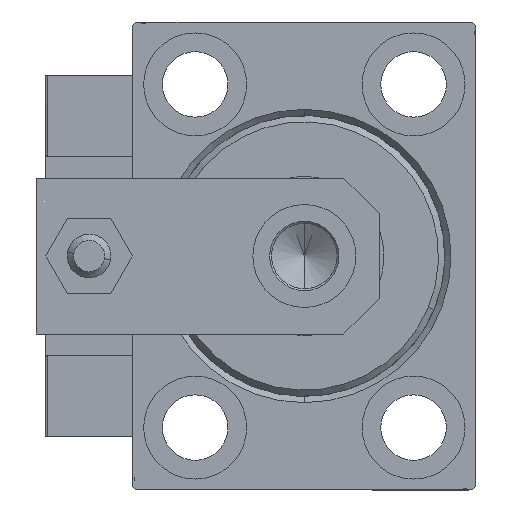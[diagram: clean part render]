
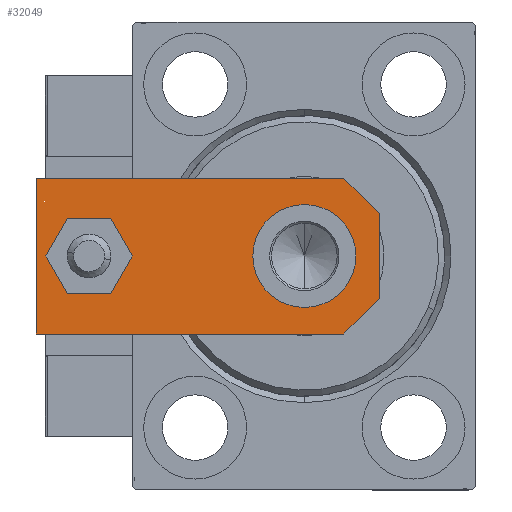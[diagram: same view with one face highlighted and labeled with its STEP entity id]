
A CAD part, left-side view. The second image highlights one B-rep face of the part: STEP entity #32049.
In plain terms, the highlighted face is planar.
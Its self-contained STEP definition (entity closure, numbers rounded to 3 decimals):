
#325 = CARTESIAN_POINT ( 'NONE',  ( 6.84, 0., 6. ) ) ;
#513 = CARTESIAN_POINT ( 'NONE',  ( 0., 0., 6. ) ) ;
#731 = CARTESIAN_POINT ( 'NONE',  ( 8.25, 12., 6. ) ) ;
#1311 = VECTOR ( 'NONE', #22433, 1000. ) ;
#1382 = ORIENTED_EDGE ( 'NONE', *, *, #11071, .T. ) ;
#1732 = LINE ( 'NONE', #17167, #38789 ) ;
#2174 = VERTEX_POINT ( 'NONE', #23135 ) ;
#2347 = EDGE_CURVE ( 'NONE', #36855, #15492, #19825, .T. ) ;
#3134 = EDGE_CURVE ( 'NONE', #46387, #6865, #35076, .T. ) ;
#3426 = VERTEX_POINT ( 'NONE', #41382 ) ;
#5219 = VERTEX_POINT ( 'NONE', #12227 ) ;
#6433 = CARTESIAN_POINT ( 'NONE',  ( 3.42, -3.42, 6. ) ) ;
#6865 = VERTEX_POINT ( 'NONE', #9748 ) ;
#6970 = LINE ( 'NONE', #11016, #1311 ) ;
#7662 = LINE ( 'NONE', #18828, #49187 ) ;
#7813 = EDGE_CURVE ( 'NONE', #15492, #3426, #6970, .T. ) ;
#9581 = CARTESIAN_POINT ( 'NONE',  ( 12.5, 0., 6. ) ) ;
#9748 = CARTESIAN_POINT ( 'NONE',  ( -8.25, 12., 6. ) ) ;
#10736 = DIRECTION ( 'NONE',  ( 0., 0., 1. ) ) ;
#11016 = CARTESIAN_POINT ( 'NONE',  ( -3.42, -3.42, 6. ) ) ;
#11071 = EDGE_CURVE ( 'NONE', #13871, #2174, #11233, .T. ) ;
#11233 = LINE ( 'NONE', #6433, #32927 ) ;
#11412 = PLANE ( 'NONE',  #35858 ) ;
#11625 = CARTESIAN_POINT ( 'NONE',  ( 4., 46.5, 6. ) ) ;
#12227 = CARTESIAN_POINT ( 'NONE',  ( 12.5, 55., 6. ) ) ;
#12401 = AXIS2_PLACEMENT_3D ( 'NONE', #30021, #10736, #18597 ) ;
#13366 = CIRCLE ( 'NONE', #14157, 8.25 ) ;
#13871 = VERTEX_POINT ( 'NONE', #325 ) ;
#14131 = ORIENTED_EDGE ( 'NONE', *, *, #2347, .T. ) ;
#14157 = AXIS2_PLACEMENT_3D ( 'NONE', #18315, #25943, #14519 ) ;
#14519 = DIRECTION ( 'NONE',  ( 1., 0., 0. ) ) ;
#14626 = AXIS2_PLACEMENT_3D ( 'NONE', #19220, #15901, #46620 ) ;
#15492 = VERTEX_POINT ( 'NONE', #40558 ) ;
#15642 = CARTESIAN_POINT ( 'NONE',  ( -12.5, 55., 6. ) ) ;
#15686 = LINE ( 'NONE', #9581, #38427 ) ;
#15901 = DIRECTION ( 'NONE',  ( 0., 0., 1. ) ) ;
#17167 = CARTESIAN_POINT ( 'NONE',  ( 12.5, 55., 6. ) ) ;
#18315 = CARTESIAN_POINT ( 'NONE',  ( 0., 12., 6. ) ) ;
#18597 = DIRECTION ( 'NONE',  ( 1., 0., 0. ) ) ;
#18750 = EDGE_CURVE ( 'NONE', #5219, #36855, #1732, .T. ) ;
#18828 = CARTESIAN_POINT ( 'NONE',  ( -12.5, 0., 6. ) ) ;
#19220 = CARTESIAN_POINT ( 'NONE',  ( 0., 46.5, 6. ) ) ;
#19825 = LINE ( 'NONE', #35308, #23703 ) ;
#20008 = CARTESIAN_POINT ( 'NONE',  ( -4., 46.5, 6. ) ) ;
#22394 = DIRECTION ( 'NONE',  ( 0.707, 0.707, 0. ) ) ;
#22413 = AXIS2_PLACEMENT_3D ( 'NONE', #43739, #39926, #31544 ) ;
#22433 = DIRECTION ( 'NONE',  ( 0.707, -0.707, 0. ) ) ;
#22704 = CIRCLE ( 'NONE', #14626, 4. ) ;
#23135 = CARTESIAN_POINT ( 'NONE',  ( 12.5, 5.66, 6. ) ) ;
#23703 = VECTOR ( 'NONE', #50039, 1000. ) ;
#23774 = EDGE_LOOP ( 'NONE', ( #43877, #33049 ) ) ;
#23829 = FACE_BOUND ( 'NONE', #23774, .T. ) ;
#25921 = EDGE_CURVE ( 'NONE', #42404, #28700, #22704, .T. ) ;
#25943 = DIRECTION ( 'NONE',  ( 0., 0., 1. ) ) ;
#27380 = FACE_OUTER_BOUND ( 'NONE', #49951, .T. ) ;
#28700 = VERTEX_POINT ( 'NONE', #20008 ) ;
#29752 = ORIENTED_EDGE ( 'NONE', *, *, #40701, .T. ) ;
#30021 = CARTESIAN_POINT ( 'NONE',  ( 0., 12., 6. ) ) ;
#31434 = FACE_BOUND ( 'NONE', #50183, .T. ) ;
#31460 = ORIENTED_EDGE ( 'NONE', *, *, #3134, .F. ) ;
#31544 = DIRECTION ( 'NONE',  ( 1., 0., 0. ) ) ;
#32049 = ADVANCED_FACE ( 'NONE', ( #23829, #27380, #31434 ), #11412, .T. ) ;
#32648 = DIRECTION ( 'NONE',  ( -1., 0., 0. ) ) ;
#32927 = VECTOR ( 'NONE', #22394, 1000. ) ;
#33049 = ORIENTED_EDGE ( 'NONE', *, *, #25921, .F. ) ;
#34062 = DIRECTION ( 'NONE',  ( 1., 0., 0. ) ) ;
#34961 = EDGE_CURVE ( 'NONE', #2174, #5219, #15686, .T. ) ;
#35076 = CIRCLE ( 'NONE', #12401, 8.25 ) ;
#35089 = ORIENTED_EDGE ( 'NONE', *, *, #7813, .T. ) ;
#35198 = EDGE_CURVE ( 'NONE', #6865, #46387, #13366, .T. ) ;
#35308 = CARTESIAN_POINT ( 'NONE',  ( -12.5, 55., 6. ) ) ;
#35858 = AXIS2_PLACEMENT_3D ( 'NONE', #513, #49978, #42869 ) ;
#36345 = ORIENTED_EDGE ( 'NONE', *, *, #35198, .F. ) ;
#36855 = VERTEX_POINT ( 'NONE', #15642 ) ;
#38427 = VECTOR ( 'NONE', #48653, 1000. ) ;
#38789 = VECTOR ( 'NONE', #32648, 1000. ) ;
#39670 = EDGE_CURVE ( 'NONE', #28700, #42404, #46720, .T. ) ;
#39926 = DIRECTION ( 'NONE',  ( 0., 0., 1. ) ) ;
#40558 = CARTESIAN_POINT ( 'NONE',  ( -12.5, 5.66, 6. ) ) ;
#40701 = EDGE_CURVE ( 'NONE', #3426, #13871, #7662, .T. ) ;
#41382 = CARTESIAN_POINT ( 'NONE',  ( -6.84, 0., 6. ) ) ;
#42404 = VERTEX_POINT ( 'NONE', #11625 ) ;
#42869 = DIRECTION ( 'NONE',  ( 1., 0., 0. ) ) ;
#43739 = CARTESIAN_POINT ( 'NONE',  ( 0., 46.5, 6. ) ) ;
#43877 = ORIENTED_EDGE ( 'NONE', *, *, #39670, .F. ) ;
#45345 = ORIENTED_EDGE ( 'NONE', *, *, #34961, .T. ) ;
#46387 = VERTEX_POINT ( 'NONE', #731 ) ;
#46570 = ORIENTED_EDGE ( 'NONE', *, *, #18750, .T. ) ;
#46620 = DIRECTION ( 'NONE',  ( 1., 0., 0. ) ) ;
#46720 = CIRCLE ( 'NONE', #22413, 4. ) ;
#48653 = DIRECTION ( 'NONE',  ( 0., 1., 0. ) ) ;
#49187 = VECTOR ( 'NONE', #34062, 1000. ) ;
#49951 = EDGE_LOOP ( 'NONE', ( #14131, #35089, #29752, #1382, #45345, #46570 ) ) ;
#49978 = DIRECTION ( 'NONE',  ( 0., 0., 1. ) ) ;
#50039 = DIRECTION ( 'NONE',  ( 0., -1., 0. ) ) ;
#50183 = EDGE_LOOP ( 'NONE', ( #36345, #31460 ) ) ;
